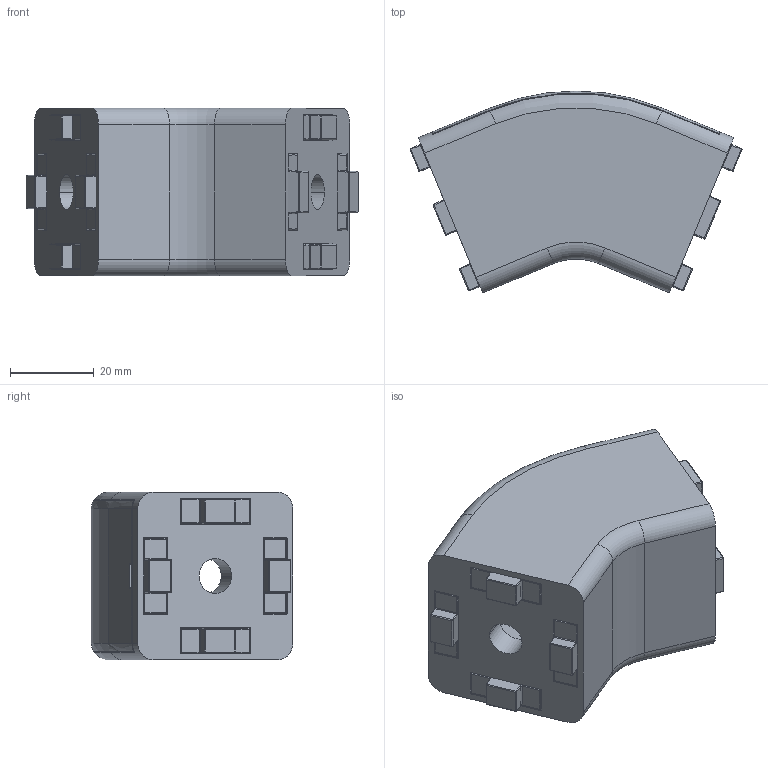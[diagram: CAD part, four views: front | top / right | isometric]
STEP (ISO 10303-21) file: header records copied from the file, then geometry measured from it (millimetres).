
FILE_DESCRIPTION (( 'STEP AP214' ), '1' );
FILE_NAME ('093WS40545N08S01.STEP', '2020-05-18T10:59:08', ( '' ), ( '' ), 'SwSTEP 2.0', 'SolidWorks 2019', '' );
FILE_SCHEMA (( 'AUTOMOTIVE_DESIGN' ));
Length unit declared in the file: millimetre
Products named in the file (4): 093WSA405_093WSA405; 093WS40545N08S01; 093gr14_093 g r14; 093WS40545N08_093WS40545N08
Assembly tree (10 placements, depth 2):
  093WS40545N08S01
    093WS40545N08_093WS40545N08
    093WSA405_093WSA405
    093gr14_093 g r14  x8
Bounding box: 79.11 x 48.07 x 40 mm (x, y, z)
Volume: 51839.2 mm3; surface area: 31169.7 mm2
Topology: 10 solids, 10 shells, 1607 faces, 3707 edges, 2074 vertices
Faces by surface type: cylinder 673, plane 360, bspline 290, sphere 162, cone 72, torus 50
Entity records: 43363 total; most frequent: CARTESIAN_POINT 21876, ORIENTED_EDGE 4974, DIRECTION 3891, EDGE_CURVE 2487, VERTEX_POINT 1458, AXIS2_PLACEMENT_3D 1431, EDGE_LOOP 1051, FACE_OUTER_BOUND 1033
